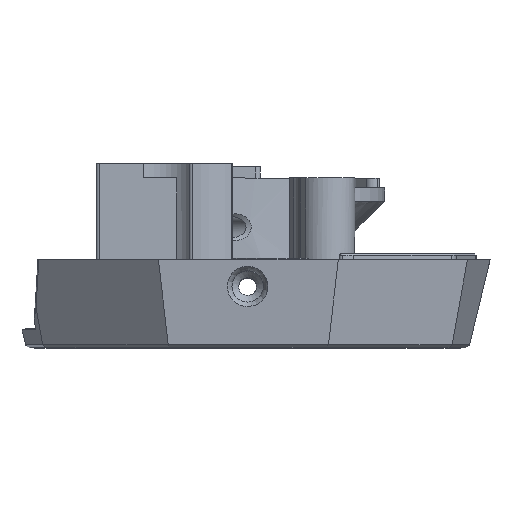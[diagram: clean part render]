
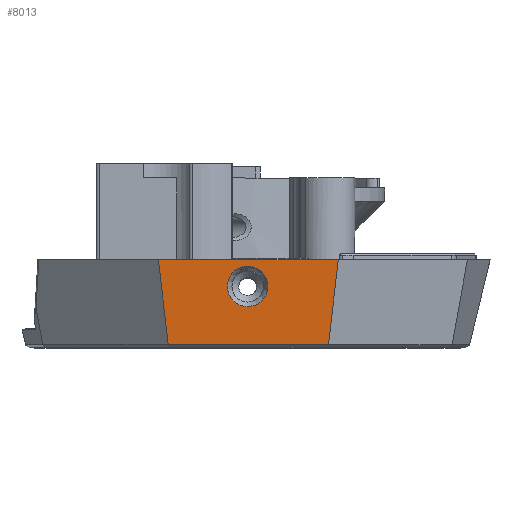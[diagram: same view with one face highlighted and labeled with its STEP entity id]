
A CAD part, top view. The second image highlights one B-rep face of the part: STEP entity #8013.
In plain terms, the highlighted planar face has unit normal (0, -0.087, 0.996).
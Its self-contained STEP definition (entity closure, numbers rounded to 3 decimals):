
#38=FACE_BOUND('',#1319,.T.);
#705=B_SPLINE_CURVE_WITH_KNOTS('',3,(#12783,#12784,#12785,#12786,#12787,
#12788,#12789,#12790,#12791,#12792),.UNSPECIFIED.,.T.,.F.,(4,1,1,1,1,1,
1,4),(-3.142,-2.244,-1.346,-0.449,
0.449,1.346,2.244,3.142),
 .UNSPECIFIED.);
#862=FACE_OUTER_BOUND('',#1318,.T.);
#1318=EDGE_LOOP('',(#5770,#5771,#5772,#5773));
#1319=EDGE_LOOP('',(#5774));
#1744=LINE('',#11867,#2485);
#1868=LINE('',#12739,#2609);
#1881=LINE('',#12780,#2622);
#1882=LINE('',#12781,#2623);
#2485=VECTOR('',#9351,10.);
#2609=VECTOR('',#9777,10.);
#2622=VECTOR('',#9806,10.);
#2623=VECTOR('',#9807,10.);
#3239=VERTEX_POINT('',#11864);
#3240=VERTEX_POINT('',#11866);
#3396=VERTEX_POINT('',#12736);
#3413=VERTEX_POINT('',#12779);
#3414=VERTEX_POINT('',#12782);
#4056=EDGE_CURVE('',#3240,#3239,#1744,.T.);
#4285=EDGE_CURVE('',#3239,#3396,#1868,.T.);
#4304=EDGE_CURVE('',#3413,#3396,#1881,.T.);
#4305=EDGE_CURVE('',#3413,#3240,#1882,.T.);
#4306=EDGE_CURVE('',#3414,#3414,#705,.T.);
#5770=ORIENTED_EDGE('',*,*,#4304,.F.);
#5771=ORIENTED_EDGE('',*,*,#4305,.T.);
#5772=ORIENTED_EDGE('',*,*,#4056,.T.);
#5773=ORIENTED_EDGE('',*,*,#4285,.T.);
#5774=ORIENTED_EDGE('',*,*,#4306,.F.);
#7727=PLANE('',#8580);
#8013=ADVANCED_FACE('',(#862,#38),#7727,.T.);
#8580=AXIS2_PLACEMENT_3D('',#12778,#9804,#9805);
#9351=DIRECTION('',(-1.,0.,0.));
#9777=DIRECTION('',(0.114,-0.99,-0.087));
#9804=DIRECTION('center_axis',(0.,-0.087,
0.996));
#9805=DIRECTION('ref_axis',(1.,0.,0.));
#9806=DIRECTION('',(-1.,0.,0.));
#9807=DIRECTION('',(0.114,0.99,0.087));
#11864=CARTESIAN_POINT('',(-11.98,3.6,130.191));
#11866=CARTESIAN_POINT('',(12.181,3.6,130.191));
#11867=CARTESIAN_POINT('',(0.43,3.6,130.191));
#12736=CARTESIAN_POINT('',(-10.664,-7.802,129.193));
#12739=CARTESIAN_POINT('',(-11.444,-1.046,129.784));
#12778=CARTESIAN_POINT('Origin',(-0.168,0.303,129.902));
#12779=CARTESIAN_POINT('',(10.865,-7.802,129.193));
#12780=CARTESIAN_POINT('',(0.023,-7.802,129.193));
#12781=CARTESIAN_POINT('',(12.131,3.174,130.154));
#12782=CARTESIAN_POINT('',(0.,-2.708,129.639));
#12783=CARTESIAN_POINT('Ctrl Pts',(0.,-2.708,
129.639));
#12784=CARTESIAN_POINT('Ctrl Pts',(0.812,-2.708,129.639));
#12785=CARTESIAN_POINT('Ctrl Pts',(2.428,-1.931,129.707));
#12786=CARTESIAN_POINT('Ctrl Pts',(3.022,0.688,129.936));
#12787=CARTESIAN_POINT('Ctrl Pts',(1.349,2.796,130.121));
#12788=CARTESIAN_POINT('Ctrl Pts',(-1.346,2.79,130.12));
#12789=CARTESIAN_POINT('Ctrl Pts',(-3.029,0.689,
129.936));
#12790=CARTESIAN_POINT('Ctrl Pts',(-2.423,-1.93,
129.707));
#12791=CARTESIAN_POINT('Ctrl Pts',(-0.812,-2.708,
129.639));
#12792=CARTESIAN_POINT('Ctrl Pts',(0.,-2.708,
129.639));
